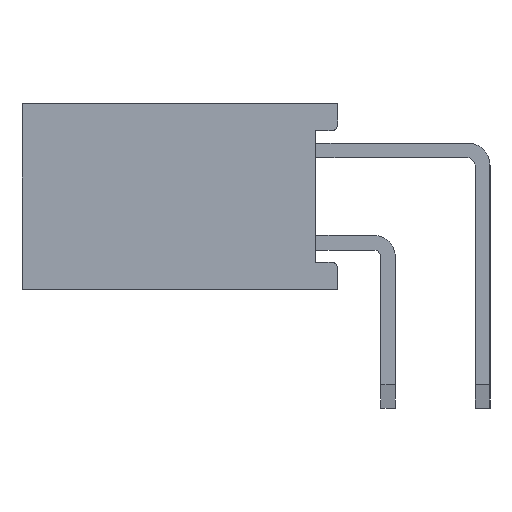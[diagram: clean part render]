
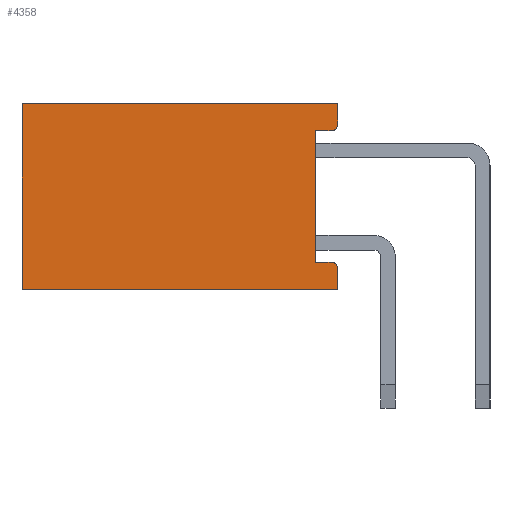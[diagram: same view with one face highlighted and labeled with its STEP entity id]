
A CAD part, left-side view. The second image highlights one B-rep face of the part: STEP entity #4358.
In plain terms, the highlighted planar face has unit normal (-1, 0, 0).
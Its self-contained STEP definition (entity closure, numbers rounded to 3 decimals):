
#4358=ADVANCED_FACE('',(#8833),#8834,.T.);
#8833=FACE_OUTER_BOUND('',#13300,.T.);
#8834=PLANE('',#13301);
#13300=EDGE_LOOP('',(#27955,#27956,#27957,#27958,#27959,#27960,#27961,#27962,#27963,#27964));
#13301=AXIS2_PLACEMENT_3D('',#27965,#27966,#27967);
#27955=ORIENTED_EDGE('',*,*,#30931,.F.);
#27956=ORIENTED_EDGE('',*,*,#31230,.F.);
#27957=ORIENTED_EDGE('',*,*,#31232,.F.);
#27958=ORIENTED_EDGE('',*,*,#31068,.F.);
#27959=ORIENTED_EDGE('',*,*,#33866,.F.);
#27960=ORIENTED_EDGE('',*,*,#33860,.F.);
#27961=ORIENTED_EDGE('',*,*,#33856,.F.);
#27962=ORIENTED_EDGE('',*,*,#33852,.F.);
#27963=ORIENTED_EDGE('',*,*,#30939,.F.);
#27964=ORIENTED_EDGE('',*,*,#31020,.F.);
#27965=CARTESIAN_POINT('',(-25.525,4.177,0.));
#27966=DIRECTION('',(-1.0,0.0,0.));
#27967=DIRECTION('',(0.,0.0,1.0));
#30931=EDGE_CURVE('',#38303,#38305,#38306,.T.);
#30939=EDGE_CURVE('',#38315,#38317,#38318,.T.);
#31020=EDGE_CURVE('',#38305,#38315,#38477,.T.);
#31068=EDGE_CURVE('',#38543,#38545,#38546,.T.);
#31230=EDGE_CURVE('',#38862,#38303,#38864,.T.);
#31232=EDGE_CURVE('',#38545,#38862,#38866,.T.);
#33852=EDGE_CURVE('',#38317,#42700,#42701,.T.);
#33856=EDGE_CURVE('',#42700,#42706,#42707,.T.);
#33860=EDGE_CURVE('',#42706,#42712,#42713,.T.);
#33866=EDGE_CURVE('',#42712,#38543,#42721,.T.);
#38303=VERTEX_POINT('',#48930);
#38305=VERTEX_POINT('',#48933);
#38306=LINE('',#48934,#48935);
#38315=VERTEX_POINT('',#48948);
#38317=VERTEX_POINT('',#48951);
#38318=LINE('',#48952,#48953);
#38477=CIRCLE('',#49191,0.15);
#38543=VERTEX_POINT('',#49286);
#38545=VERTEX_POINT('',#49289);
#38546=CIRCLE('',#49290,0.15);
#38862=VERTEX_POINT('',#49763);
#38864=LINE('',#49766,#49767);
#38866=LINE('',#49769,#49770);
#42700=VERTEX_POINT('',#55464);
#42701=LINE('',#55465,#55466);
#42706=VERTEX_POINT('',#55473);
#42707=LINE('',#55474,#55475);
#42712=VERTEX_POINT('',#55482);
#42713=LINE('',#55483,#55484);
#42721=LINE('',#55496,#55497);
#48930=CARTESIAN_POINT('',(-25.525,0.6,-1.775));
#48933=CARTESIAN_POINT('',(-25.525,0.15,-1.775));
#48934=CARTESIAN_POINT('',(-25.525,0.6,-1.775));
#48935=VECTOR('',#58606,1.0);
#48948=CARTESIAN_POINT('',(-25.525,0.0,-1.925));
#48951=CARTESIAN_POINT('',(-25.525,0.0,-2.5));
#48952=CARTESIAN_POINT('',(-25.525,0.0,-1.925));
#48953=VECTOR('',#58612,1.0);
#49191=AXIS2_PLACEMENT_3D('',#58692,#58693,#58694);
#49286=CARTESIAN_POINT('',(-25.525,0.0,1.925));
#49289=CARTESIAN_POINT('',(-25.525,0.15,1.775));
#49290=AXIS2_PLACEMENT_3D('',#58734,#58735,#58736);
#49763=CARTESIAN_POINT('',(-25.525,0.6,1.775));
#49766=CARTESIAN_POINT('',(-25.525,0.6,1.775));
#49767=VECTOR('',#58898,1.0);
#49769=CARTESIAN_POINT('',(-25.525,0.15,1.775));
#49770=VECTOR('',#58899,1.0);
#55464=CARTESIAN_POINT('',(-25.525,8.5,-2.5));
#55465=CARTESIAN_POINT('',(-25.525,0.0,-2.5));
#55466=VECTOR('',#60985,1.0);
#55473=CARTESIAN_POINT('',(-25.525,8.5,2.5));
#55474=CARTESIAN_POINT('',(-25.525,8.5,-2.5));
#55475=VECTOR('',#60988,1.0);
#55482=CARTESIAN_POINT('',(-25.525,0.0,2.5));
#55483=CARTESIAN_POINT('',(-25.525,8.5,2.5));
#55484=VECTOR('',#60991,1.0);
#55496=CARTESIAN_POINT('',(-25.525,0.0,2.5));
#55497=VECTOR('',#60996,1.0);
#58606=DIRECTION('',(0.0,-1.0,0.0));
#58612=DIRECTION('',(0.,0.0,-1.0));
#58692=CARTESIAN_POINT('',(-25.525,0.15,-1.925));
#58693=DIRECTION('',(1.0,0.0,0.));
#58694=DIRECTION('',(0.,0.0,1.0));
#58734=CARTESIAN_POINT('',(-25.525,0.15,1.925));
#58735=DIRECTION('',(1.0,0.0,0.));
#58736=DIRECTION('',(0.,0.0,1.0));
#58898=DIRECTION('',(0.,0.0,-1.0));
#58899=DIRECTION('',(0.0,1.0,0.0));
#60985=DIRECTION('',(0.0,1.0,0.0));
#60988=DIRECTION('',(0.,0.0,1.0));
#60991=DIRECTION('',(0.0,-1.0,0.0));
#60996=DIRECTION('',(0.,0.0,-1.0));
